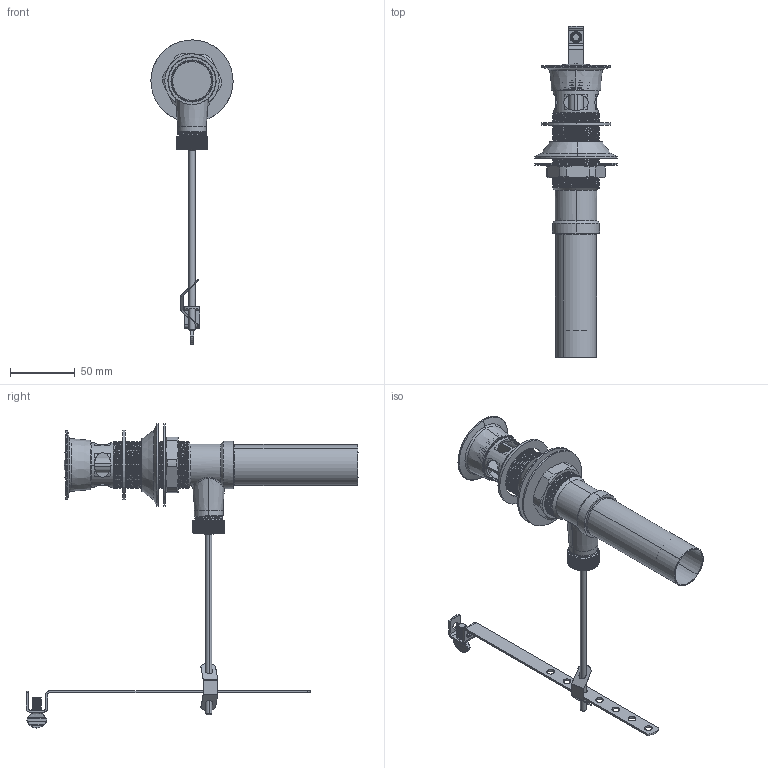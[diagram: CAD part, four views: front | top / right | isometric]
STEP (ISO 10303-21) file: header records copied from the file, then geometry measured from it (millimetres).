
FILE_DESCRIPTION((''),'2;1');
FILE_NAME('325','2021-06-11T14:57:37',('NSantos'),(''),'CREO PARAMETRIC BY PTC INC, 2018500','CREO PARAMETRIC BY PTC INC, 2018500','');
FILE_SCHEMA(('CONFIG_CONTROL_DESIGN'));
Length unit declared in the file: inch
Products named in the file (1): 325
Bounding box: 63.6 x 256.7 x 235.23 mm (x, y, z)
Volume: 197766.6 mm3; surface area: 124550.7 mm2
Topology: 6 solids, 18 shells, 990 faces, 2830 edges, 1856 vertices
Faces by surface type: cylinder 499, plane 254, cone 107, bspline 83, torus 33, sphere 6, extrusion 6, revolution 2
Entity records: 60445 total; most frequent: CARTESIAN_POINT 36654, ORIENTED_EDGE 5441, DIRECTION 4098, EDGE_CURVE 2826, VERTEX_POINT 1856, AXIS2_PLACEMENT_3D 1567, B_SPLINE_CURVE_WITH_KNOTS 1211, EDGE_LOOP 1078
